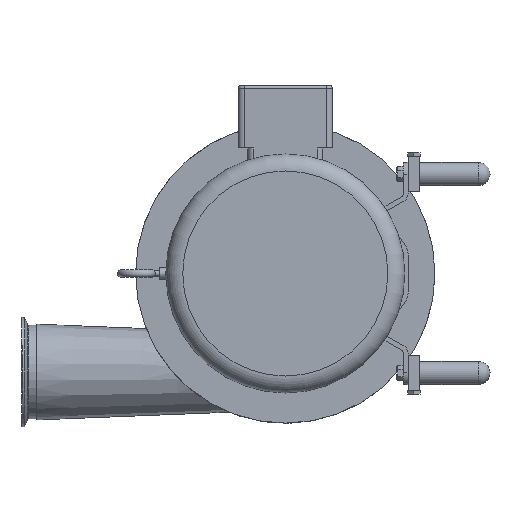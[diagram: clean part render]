
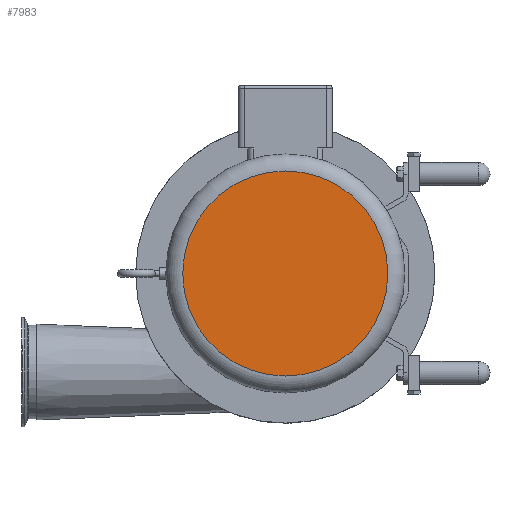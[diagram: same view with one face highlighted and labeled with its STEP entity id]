
A CAD part, left-side view. The second image highlights one B-rep face of the part: STEP entity #7983.
In plain terms, the highlighted planar face has unit normal (-1, 0, 0).
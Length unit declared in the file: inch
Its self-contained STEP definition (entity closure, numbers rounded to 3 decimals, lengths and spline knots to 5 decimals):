
#384=PLANE('',#8612);
#1043=FACE_OUTER_BOUND('',#1491,.T.);
#1491=EDGE_LOOP('',(#6701,#6702));
#2900=CIRCLE('',#8609,4.384);
#2901=CIRCLE('',#8610,4.384);
#3641=VERTEX_POINT('',#13638);
#3642=VERTEX_POINT('',#13640);
#4715=EDGE_CURVE('',#3641,#3642,#2900,.T.);
#4716=EDGE_CURVE('',#3642,#3641,#2901,.T.);
#6701=ORIENTED_EDGE('',*,*,#4716,.F.);
#6702=ORIENTED_EDGE('',*,*,#4715,.F.);
#7983=ADVANCED_FACE('',(#1043),#384,.T.);
#8609=AXIS2_PLACEMENT_3D('',#13641,#10365,#10366);
#8610=AXIS2_PLACEMENT_3D('',#13642,#10367,#10368);
#8612=AXIS2_PLACEMENT_3D('',#13644,#10371,#10372);
#10365=DIRECTION('center_axis',(1.,0.,0.));
#10366=DIRECTION('ref_axis',(0.,0.,
1.));
#10367=DIRECTION('center_axis',(1.,0.,0.));
#10368=DIRECTION('ref_axis',(0.,0.,
1.));
#10371=DIRECTION('center_axis',(-1.,0.,0.));
#10372=DIRECTION('ref_axis',(0.,1.,0.));
#13638=CARTESIAN_POINT('',(-17.912,4.384,0.));
#13640=CARTESIAN_POINT('',(-17.912,0.,-4.384));
#13641=CARTESIAN_POINT('Origin',(-17.912,0.,0.));
#13642=CARTESIAN_POINT('Origin',(-17.912,0.,0.));
#13644=CARTESIAN_POINT('Origin',(-17.912,0.,-5.11));
